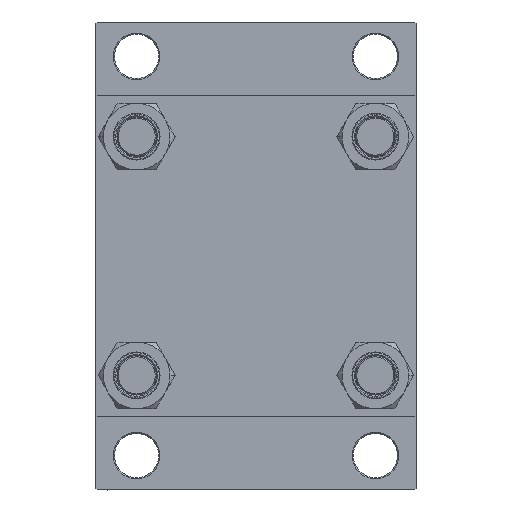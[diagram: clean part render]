
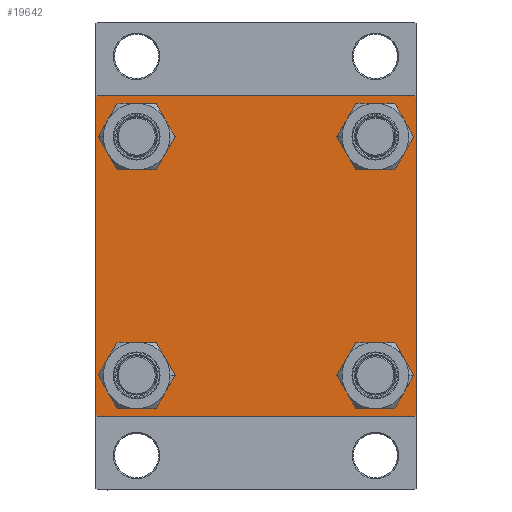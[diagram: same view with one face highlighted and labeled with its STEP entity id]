
A CAD part, left-side view. The second image highlights one B-rep face of the part: STEP entity #19642.
In plain terms, the highlighted planar face has unit normal (-1, 0, 0).
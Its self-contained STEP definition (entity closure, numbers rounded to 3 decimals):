
#94 = VERTEX_POINT ( 'NONE', #1734 ) ;
#194 = EDGE_CURVE ( 'NONE', #33351, #20499, #41001, .T. ) ;
#907 = EDGE_CURVE ( 'NONE', #7357, #44885, #31504, .T. ) ;
#1136 = VERTEX_POINT ( 'NONE', #41154 ) ;
#1396 = DIRECTION ( 'NONE',  ( 1., 0., 0. ) ) ;
#1618 = FACE_BOUND ( 'NONE', #32475, .T. ) ;
#1641 = DIRECTION ( 'NONE',  ( 0., 0., 1. ) ) ;
#1734 = CARTESIAN_POINT ( 'NONE',  ( 0., 48.45, -56.95 ) ) ;
#1822 = CARTESIAN_POINT ( 'NONE',  ( 0., 64.75, 64.75 ) ) ;
#2200 = DIRECTION ( 'NONE',  ( 0., 0., 1. ) ) ;
#2347 = LINE ( 'NONE', #46990, #9961 ) ;
#2428 = DIRECTION ( 'NONE',  ( 0., 0., -1. ) ) ;
#2701 = CIRCLE ( 'NONE', #29645, 8.5 ) ;
#3096 = CIRCLE ( 'NONE', #6176, 8.5 ) ;
#3652 = CARTESIAN_POINT ( 'NONE',  ( 0., -64.5, -65. ) ) ;
#3943 = CARTESIAN_POINT ( 'NONE',  ( 0., 65., -64.5 ) ) ;
#4966 = CARTESIAN_POINT ( 'NONE',  ( 0., 48.45, -39.95 ) ) ;
#5716 = DIRECTION ( 'NONE',  ( 0., 0., 1. ) ) ;
#6176 = AXIS2_PLACEMENT_3D ( 'NONE', #23359, #1396, #1641 ) ;
#6644 = CARTESIAN_POINT ( 'NONE',  ( 0., 48.45, 39.95 ) ) ;
#6768 = DIRECTION ( 'NONE',  ( 0., -0.707, -0.707 ) ) ;
#7357 = VERTEX_POINT ( 'NONE', #21140 ) ;
#7485 = VERTEX_POINT ( 'NONE', #4966 ) ;
#8110 = EDGE_CURVE ( 'NONE', #7357, #15747, #20619, .T. ) ;
#8187 = CARTESIAN_POINT ( 'NONE',  ( 0., -65., 64.5 ) ) ;
#8462 = DIRECTION ( 'NONE',  ( 0., 0.707, 0.707 ) ) ;
#8523 = VECTOR ( 'NONE', #8462, 1000. ) ;
#8731 = ORIENTED_EDGE ( 'NONE', *, *, #907, .F. ) ;
#9312 = DIRECTION ( 'NONE',  ( 0., 0.707, -0.707 ) ) ;
#9329 = VERTEX_POINT ( 'NONE', #24924 ) ;
#9367 = CARTESIAN_POINT ( 'NONE',  ( 0., -48.45, 39.95 ) ) ;
#9908 = EDGE_CURVE ( 'NONE', #1136, #21008, #2701, .T. ) ;
#9961 = VECTOR ( 'NONE', #20437, 1000. ) ;
#10060 = EDGE_CURVE ( 'NONE', #34068, #19936, #32334, .T. ) ;
#10944 = EDGE_CURVE ( 'NONE', #21008, #1136, #43559, .T. ) ;
#11351 = ORIENTED_EDGE ( 'NONE', *, *, #24465, .T. ) ;
#12120 = AXIS2_PLACEMENT_3D ( 'NONE', #16794, #12709, #5716 ) ;
#12707 = EDGE_LOOP ( 'NONE', ( #31391, #35329 ) ) ;
#12709 = DIRECTION ( 'NONE',  ( -1., 0., 0. ) ) ;
#13051 = CIRCLE ( 'NONE', #25378, 8.5 ) ;
#13157 = DIRECTION ( 'NONE',  ( 1., 0., 0. ) ) ;
#13695 = CARTESIAN_POINT ( 'NONE',  ( 0., -64.75, -64.75 ) ) ;
#14258 = VERTEX_POINT ( 'NONE', #3943 ) ;
#14864 = DIRECTION ( 'NONE',  ( 0., 0., 1. ) ) ;
#14919 = ORIENTED_EDGE ( 'NONE', *, *, #8110, .T. ) ;
#15163 = ORIENTED_EDGE ( 'NONE', *, *, #32219, .T. ) ;
#15747 = VERTEX_POINT ( 'NONE', #44415 ) ;
#15890 = ORIENTED_EDGE ( 'NONE', *, *, #40409, .T. ) ;
#16073 = FACE_OUTER_BOUND ( 'NONE', #23840, .T. ) ;
#16669 = ORIENTED_EDGE ( 'NONE', *, *, #10060, .T. ) ;
#16794 = CARTESIAN_POINT ( 'NONE',  ( 0., 0., 0. ) ) ;
#16924 = EDGE_CURVE ( 'NONE', #20499, #33351, #17427, .T. ) ;
#17153 = CARTESIAN_POINT ( 'NONE',  ( 0., 65., -65. ) ) ;
#17326 = DIRECTION ( 'NONE',  ( 0., -0.707, 0.707 ) ) ;
#17427 = CIRCLE ( 'NONE', #32067, 8.5 ) ;
#17616 = CARTESIAN_POINT ( 'NONE',  ( 0., 48.45, 48.45 ) ) ;
#18976 = CARTESIAN_POINT ( 'NONE',  ( 0., -48.45, 48.45 ) ) ;
#19642 = ADVANCED_FACE ( 'NONE', ( #1618, #35149, #38782, #46025, #16073 ), #38063, .T. ) ;
#19936 = VERTEX_POINT ( 'NONE', #3652 ) ;
#20165 = VECTOR ( 'NONE', #17326, 1000. ) ;
#20166 = AXIS2_PLACEMENT_3D ( 'NONE', #17616, #21240, #31629 ) ;
#20172 = DIRECTION ( 'NONE',  ( 0., -1., 0. ) ) ;
#20291 = CARTESIAN_POINT ( 'NONE',  ( 0., -48.45, -48.45 ) ) ;
#20437 = DIRECTION ( 'NONE',  ( 0., 0., -1. ) ) ;
#20499 = VERTEX_POINT ( 'NONE', #6644 ) ;
#20619 = LINE ( 'NONE', #1822, #36556 ) ;
#21008 = VERTEX_POINT ( 'NONE', #28467 ) ;
#21140 = CARTESIAN_POINT ( 'NONE',  ( 0., 64.5, 65. ) ) ;
#21240 = DIRECTION ( 'NONE',  ( 1., 0., 0. ) ) ;
#21718 = ORIENTED_EDGE ( 'NONE', *, *, #33360, .T. ) ;
#22002 = CARTESIAN_POINT ( 'NONE',  ( 0., -48.45, 48.45 ) ) ;
#22922 = DIRECTION ( 'NONE',  ( 0., 0., 1. ) ) ;
#23359 = CARTESIAN_POINT ( 'NONE',  ( 0., 48.45, -48.45 ) ) ;
#23840 = EDGE_LOOP ( 'NONE', ( #37610, #15163, #16669, #21718, #27876, #41395, #8731, #14919 ) ) ;
#24465 = EDGE_CURVE ( 'NONE', #9329, #37867, #13051, .T. ) ;
#24758 = VECTOR ( 'NONE', #2428, 1000. ) ;
#24924 = CARTESIAN_POINT ( 'NONE',  ( 0., -48.45, 56.95 ) ) ;
#25045 = CARTESIAN_POINT ( 'NONE',  ( 0., 48.45, 56.95 ) ) ;
#25378 = AXIS2_PLACEMENT_3D ( 'NONE', #18976, #36841, #14864 ) ;
#25865 = DIRECTION ( 'NONE',  ( 0., 0., 1. ) ) ;
#25892 = ORIENTED_EDGE ( 'NONE', *, *, #37914, .T. ) ;
#26318 = VECTOR ( 'NONE', #6768, 1000. ) ;
#26780 = CARTESIAN_POINT ( 'NONE',  ( 0., -64.75, 64.75 ) ) ;
#27409 = DIRECTION ( 'NONE',  ( 0., 0., 1. ) ) ;
#27662 = CARTESIAN_POINT ( 'NONE',  ( 0., 48.45, 48.45 ) ) ;
#27733 = LINE ( 'NONE', #26780, #8523 ) ;
#27876 = ORIENTED_EDGE ( 'NONE', *, *, #32068, .F. ) ;
#28176 = AXIS2_PLACEMENT_3D ( 'NONE', #41278, #30391, #22922 ) ;
#28467 = CARTESIAN_POINT ( 'NONE',  ( 0., -48.45, -56.95 ) ) ;
#28899 = VECTOR ( 'NONE', #43226, 1000. ) ;
#28943 = LINE ( 'NONE', #36677, #26318 ) ;
#29139 = VERTEX_POINT ( 'NONE', #8187 ) ;
#29226 = ORIENTED_EDGE ( 'NONE', *, *, #16924, .T. ) ;
#29645 = AXIS2_PLACEMENT_3D ( 'NONE', #20291, #42278, #2200 ) ;
#30097 = EDGE_CURVE ( 'NONE', #7485, #94, #32398, .T. ) ;
#30391 = DIRECTION ( 'NONE',  ( 1., 0., 0. ) ) ;
#30709 = ORIENTED_EDGE ( 'NONE', *, *, #30097, .T. ) ;
#31195 = EDGE_LOOP ( 'NONE', ( #31726, #29226 ) ) ;
#31391 = ORIENTED_EDGE ( 'NONE', *, *, #9908, .T. ) ;
#31504 = LINE ( 'NONE', #46256, #44904 ) ;
#31629 = DIRECTION ( 'NONE',  ( 0., 0., 1. ) ) ;
#31726 = ORIENTED_EDGE ( 'NONE', *, *, #194, .T. ) ;
#32067 = AXIS2_PLACEMENT_3D ( 'NONE', #27662, #39017, #34425 ) ;
#32068 = EDGE_CURVE ( 'NONE', #29139, #35814, #45653, .T. ) ;
#32219 = EDGE_CURVE ( 'NONE', #14258, #34068, #28943, .T. ) ;
#32334 = LINE ( 'NONE', #17153, #28899 ) ;
#32398 = CIRCLE ( 'NONE', #40093, 8.5 ) ;
#32475 = EDGE_LOOP ( 'NONE', ( #11351, #15890 ) ) ;
#33351 = VERTEX_POINT ( 'NONE', #25045 ) ;
#33360 = EDGE_CURVE ( 'NONE', #19936, #35814, #43400, .T. ) ;
#34068 = VERTEX_POINT ( 'NONE', #36642 ) ;
#34403 = CARTESIAN_POINT ( 'NONE',  ( 0., 48.45, -48.45 ) ) ;
#34425 = DIRECTION ( 'NONE',  ( 0., 0., 1. ) ) ;
#35149 = FACE_BOUND ( 'NONE', #12707, .T. ) ;
#35329 = ORIENTED_EDGE ( 'NONE', *, *, #10944, .T. ) ;
#35490 = CARTESIAN_POINT ( 'NONE',  ( 0., -65., 65. ) ) ;
#35814 = VERTEX_POINT ( 'NONE', #41821 ) ;
#36164 = EDGE_CURVE ( 'NONE', #15747, #14258, #2347, .T. ) ;
#36556 = VECTOR ( 'NONE', #9312, 1000. ) ;
#36642 = CARTESIAN_POINT ( 'NONE',  ( 0., 64.5, -65. ) ) ;
#36677 = CARTESIAN_POINT ( 'NONE',  ( 0., 64.75, -64.75 ) ) ;
#36841 = DIRECTION ( 'NONE',  ( 1., 0., 0. ) ) ;
#37610 = ORIENTED_EDGE ( 'NONE', *, *, #36164, .T. ) ;
#37686 = DIRECTION ( 'NONE',  ( 1., 0., 0. ) ) ;
#37867 = VERTEX_POINT ( 'NONE', #9367 ) ;
#37914 = EDGE_CURVE ( 'NONE', #94, #7485, #3096, .T. ) ;
#38063 = PLANE ( 'NONE',  #12120 ) ;
#38782 = FACE_BOUND ( 'NONE', #42186, .T. ) ;
#39017 = DIRECTION ( 'NONE',  ( 1., 0., 0. ) ) ;
#40093 = AXIS2_PLACEMENT_3D ( 'NONE', #34403, #13157, #27409 ) ;
#40409 = EDGE_CURVE ( 'NONE', #37867, #9329, #42413, .T. ) ;
#41001 = CIRCLE ( 'NONE', #20166, 8.5 ) ;
#41154 = CARTESIAN_POINT ( 'NONE',  ( 0., -48.45, -39.95 ) ) ;
#41278 = CARTESIAN_POINT ( 'NONE',  ( 0., -48.45, -48.45 ) ) ;
#41395 = ORIENTED_EDGE ( 'NONE', *, *, #42153, .T. ) ;
#41821 = CARTESIAN_POINT ( 'NONE',  ( 0., -65., -64.5 ) ) ;
#42153 = EDGE_CURVE ( 'NONE', #29139, #44885, #27733, .T. ) ;
#42186 = EDGE_LOOP ( 'NONE', ( #30709, #25892 ) ) ;
#42278 = DIRECTION ( 'NONE',  ( 1., 0., 0. ) ) ;
#42413 = CIRCLE ( 'NONE', #42525, 8.5 ) ;
#42525 = AXIS2_PLACEMENT_3D ( 'NONE', #22002, #37686, #25865 ) ;
#43226 = DIRECTION ( 'NONE',  ( 0., -1., 0. ) ) ;
#43400 = LINE ( 'NONE', #13695, #20165 ) ;
#43559 = CIRCLE ( 'NONE', #28176, 8.5 ) ;
#44415 = CARTESIAN_POINT ( 'NONE',  ( 0., 65., 64.5 ) ) ;
#44885 = VERTEX_POINT ( 'NONE', #47051 ) ;
#44904 = VECTOR ( 'NONE', #20172, 1000. ) ;
#45653 = LINE ( 'NONE', #35490, #24758 ) ;
#46025 = FACE_BOUND ( 'NONE', #31195, .T. ) ;
#46256 = CARTESIAN_POINT ( 'NONE',  ( 0., 65., 65. ) ) ;
#46990 = CARTESIAN_POINT ( 'NONE',  ( 0., 65., 65. ) ) ;
#47051 = CARTESIAN_POINT ( 'NONE',  ( 0., -64.5, 65. ) ) ;
